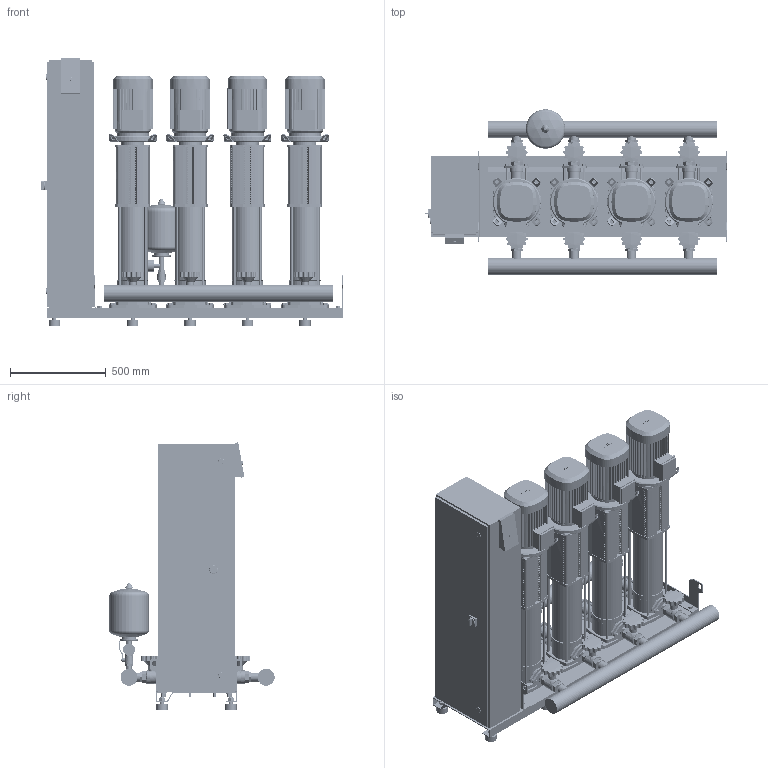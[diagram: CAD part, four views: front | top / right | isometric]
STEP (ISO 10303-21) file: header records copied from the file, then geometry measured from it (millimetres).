
FILE_DESCRIPTION((''),'2;1');
FILE_NAME('3d_SiBoostSmart4HELIXV1013-2536112.stp','2016-01-25T10:47:16',(''),(''),'Mechanical Desktop 2009','Mechanical Desktop 2009',', , ');
FILE_SCHEMA(('CONFIG_CONTROL_DESIGN'));
Length unit declared in the file: millimetre
Products named in the file (1): Product
Bounding box: 1580 x 864.45 x 1398.4 mm (x, y, z)
Volume: 278943273.9 mm3; surface area: 16181481.7 mm2
Topology: 213 solids, 213 shells, 7728 faces, 20398 edges, 13376 vertices
Faces by surface type: plane 3283, bspline 2261, cylinder 1734, cone 306, torus 114, sphere 30
Entity records: 254490 total; most frequent: CARTESIAN_POINT 64028, ORIENTED_EDGE 40756, DIRECTION 36374, EDGE_CURVE 20378, VECTOR 13598, LINE 13598, VERTEX_POINT 13372, AXIS2_PLACEMENT_3D 11388
